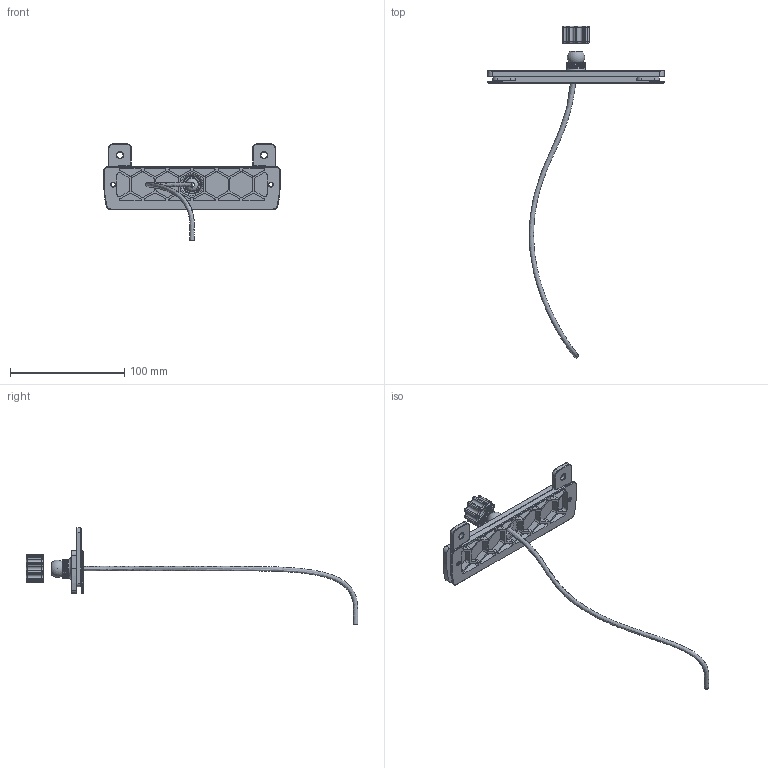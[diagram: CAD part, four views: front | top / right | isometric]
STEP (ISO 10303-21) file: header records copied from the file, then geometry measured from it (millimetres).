
FILE_DESCRIPTION(/* description */ (''),/* implementation_level */ '2;1');
FILE_NAME(/* name */ 'Pivot panel_2 v1.step',/* time_stamp */ '2023-05-10T09:32:41-05:00',/* author */ (''),/* organization */ (''),/* preprocessor_version */ 'ST-DEVELOPER v19.2',/* originating_system */ 'Autodesk Translation Framework v12.4.0.73',/* authorisation */ '');
FILE_SCHEMA (('AUTOMOTIVE_DESIGN { 1 0 10303 214 3 1 1 }'));
Length unit declared in the file: millimetre
Products named in the file (8): Pivot panel_2; Exhaust Grill; Exhaust Mount; Exhaust Mount (1); PTFE_Tube (4x3mm); Ball socket; Ball nut; Exhaust Grill Rear
Assembly tree (7 placements, depth 2):
  Pivot panel_2
    Exhaust Grill
    Exhaust Mount
    Exhaust Mount (1)
    PTFE_Tube (4x3mm)
    Ball socket
    Ball nut
    Exhaust Grill Rear
Bounding box: 154.8 x 291.1 x 84.48 mm (x, y, z)
Volume: 46652.5 mm3; surface area: 39944.2 mm2
Topology: 7 solids, 7 shells, 502 faces, 1305 edges, 770 vertices
Faces by surface type: cylinder 176, plane 170, bspline 58, torus 52, cone 43, sphere 3
Full cylindrical faces by diameter (mm): 3.4 x2, 4.2 x1, 4.7 x2, 5.5 x2, 11 x1, 13.461 x1, 15.24 x3, 16.001 x5, 16.768 x2, 17.529 x5
Entity records: 24771 total; most frequent: CARTESIAN_POINT 12615, ORIENTED_EDGE 2518, DIRECTION 2489, EDGE_CURVE 1259, AXIS2_PLACEMENT_3D 946, VERTEX_POINT 770, LINE 597, VECTOR 597
